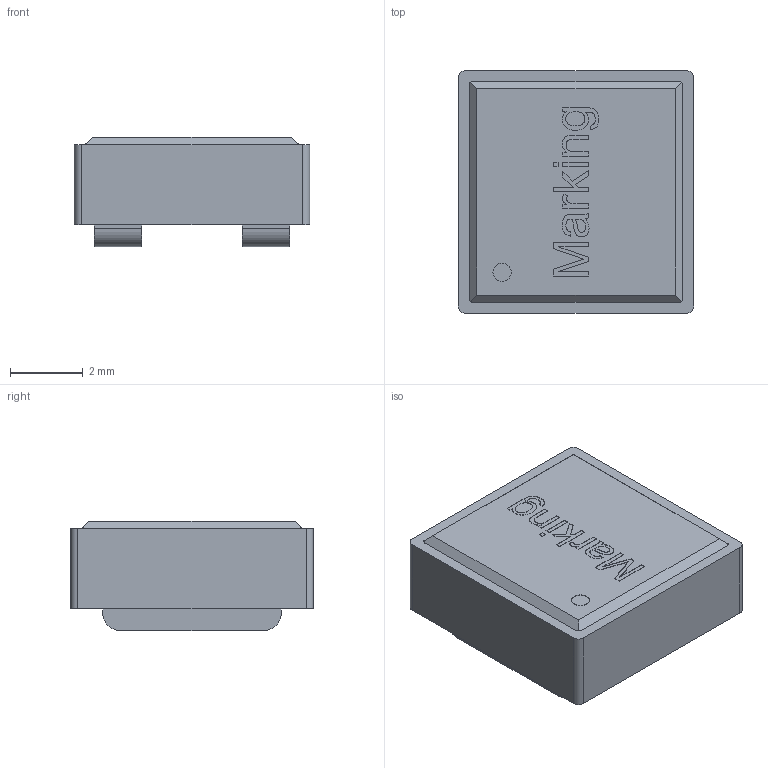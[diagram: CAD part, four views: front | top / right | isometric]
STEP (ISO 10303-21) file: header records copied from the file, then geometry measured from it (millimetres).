
FILE_DESCRIPTION(/* description */ ('Unknown'),/* implementation_level */ '2;1');
FILE_NAME(/* name */ 'L_Wurth_WE-XHMI_6030',/* time_stamp */ '2022-03-08T13:38:46+08:00',/* author */ ('Unknown'),/* organization */ ('Unknown'),/* preprocessor_version */ 'ST-DEVELOPER v16.7',/* originating_system */ 'Solid Edge',/* authorisation */ 'Unknown');
FILE_SCHEMA (('AUTOMOTIVE_DESIGN {1 0 10303 214 3 1 1}'));
Length unit declared in the file: millimetre
Products named in the file (2): L_Wurth_WE-XHMI_6030
Assembly tree (1 placements, depth 2):
  L_Wurth_WE-XHMI_6030
    L_Wurth_WE-XHMI_6030
Bounding box: 6.45 x 6.65 x 3 mm (x, y, z)
Volume: 108.2 mm3; surface area: 158.2 mm2
Topology: 1 solids, 1 shells, 107 faces, 273 edges, 182 vertices
Faces by surface type: plane 79, cylinder 15, bspline 13
Full cylindrical faces by diameter (mm): 0.5 x1
Entity records: 4557 total; most frequent: CARTESIAN_POINT 1228, ORIENTED_EDGE 542, DIRECTION 470, EDGE_CURVE 271, LINE 210, VECTOR 210, VERTEX_POINT 182, AXIS2_PLACEMENT_3D 130
